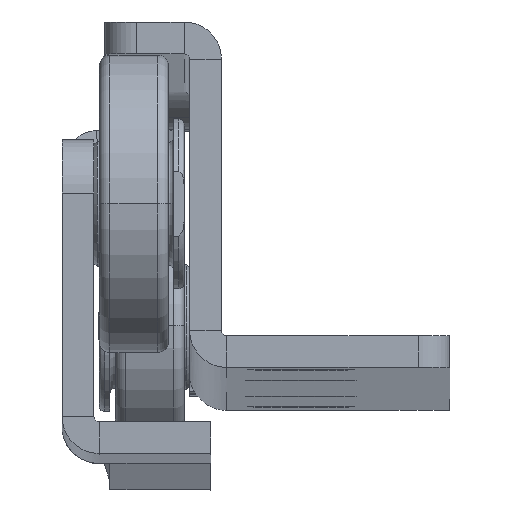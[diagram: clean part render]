
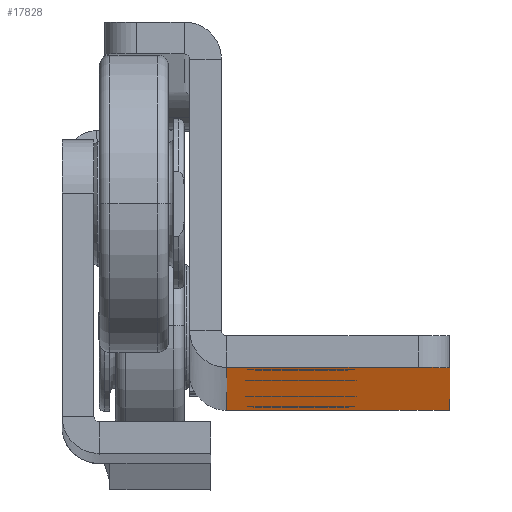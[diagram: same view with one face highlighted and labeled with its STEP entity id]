
A CAD part, top view. The second image highlights one B-rep face of the part: STEP entity #17828.
In plain terms, the highlighted face is planar.
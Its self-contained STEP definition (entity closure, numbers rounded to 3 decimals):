
#898 = EDGE_CURVE ( 'NONE', #54003, #39660, #24746, .T. ) ;
#1098 = EDGE_LOOP ( 'NONE', ( #27611, #7249 ) ) ;
#1279 = EDGE_LOOP ( 'NONE', ( #34649, #15138 ) ) ;
#1569 = CIRCLE ( 'NONE', #40457, 5.25 ) ;
#1859 = PLANE ( 'NONE',  #43708 ) ;
#2144 = FACE_BOUND ( 'NONE', #1098, .T. ) ;
#5016 = VERTEX_POINT ( 'NONE', #32919 ) ;
#5058 = AXIS2_PLACEMENT_3D ( 'NONE', #28438, #19579, #7655 ) ;
#5935 = CARTESIAN_POINT ( 'NONE',  ( 10.5, -9.5, 522. ) ) ;
#6595 = DIRECTION ( 'NONE',  ( 0., 1., 0. ) ) ;
#7009 = CARTESIAN_POINT ( 'NONE',  ( 5.25, -9.5, 74. ) ) ;
#7151 = CIRCLE ( 'NONE', #8022, 3. ) ;
#7205 = CARTESIAN_POINT ( 'NONE',  ( 21.502, -9.5, 550. ) ) ;
#7249 = ORIENTED_EDGE ( 'NONE', *, *, #29514, .T. ) ;
#7478 = EDGE_CURVE ( 'NONE', #10541, #38157, #42406, .T. ) ;
#7557 = CARTESIAN_POINT ( 'NONE',  ( 24.5, -9.5, 550. ) ) ;
#7642 = DIRECTION ( 'NONE',  ( -0.105, 0., 0.995 ) ) ;
#7655 = DIRECTION ( 'NONE',  ( -1., 0., 0. ) ) ;
#7856 = CARTESIAN_POINT ( 'NONE',  ( 10.5, -9.5, 522. ) ) ;
#7956 = CARTESIAN_POINT ( 'NONE',  ( 24.486, -9.5, 547.314 ) ) ;
#8022 = AXIS2_PLACEMENT_3D ( 'NONE', #52192, #18455, #43341 ) ;
#8188 = LINE ( 'NONE', #33115, #31042 ) ;
#8357 = ORIENTED_EDGE ( 'NONE', *, *, #50476, .T. ) ;
#10005 = EDGE_CURVE ( 'NONE', #28420, #47580, #8188, .T. ) ;
#10541 = VERTEX_POINT ( 'NONE', #31366 ) ;
#12067 = EDGE_LOOP ( 'NONE', ( #34918, #21935, #34482, #30059, #43777, #49492, #42946 ) ) ;
#12438 = EDGE_CURVE ( 'NONE', #47307, #53875, #25047, .T. ) ;
#12956 = VECTOR ( 'NONE', #36897, 1000. ) ;
#13118 = EDGE_CURVE ( 'NONE', #5016, #54003, #27765, .T. ) ;
#13136 = EDGE_CURVE ( 'NONE', #53875, #47307, #47896, .T. ) ;
#13536 = AXIS2_PLACEMENT_3D ( 'NONE', #32604, #24840, #28184 ) ;
#13769 = EDGE_LOOP ( 'NONE', ( #44860, #13865 ) ) ;
#13863 = DIRECTION ( 'NONE',  ( -1., 0., 0. ) ) ;
#13865 = ORIENTED_EDGE ( 'NONE', *, *, #13136, .T. ) ;
#13957 = DIRECTION ( 'NONE',  ( 0., 0., 1. ) ) ;
#14354 = DIRECTION ( 'NONE',  ( 0., 0., -1. ) ) ;
#15036 = CIRCLE ( 'NONE', #46806, 5.25 ) ;
#15138 = ORIENTED_EDGE ( 'NONE', *, *, #20570, .T. ) ;
#15187 = FACE_BOUND ( 'NONE', #21569, .T. ) ;
#15734 = FACE_OUTER_BOUND ( 'NONE', #12067, .T. ) ;
#15938 = DIRECTION ( 'NONE',  ( 0., 1., 0. ) ) ;
#16797 = EDGE_CURVE ( 'NONE', #17603, #24825, #47137, .T. ) ;
#17317 = VECTOR ( 'NONE', #14354, 1000. ) ;
#17603 = VERTEX_POINT ( 'NONE', #28804 ) ;
#17612 = DIRECTION ( 'NONE',  ( -1., 0., 0. ) ) ;
#17828 = ADVANCED_FACE ( 'NONE', ( #2144, #36193, #15187, #19344, #15734 ), #1859, .F. ) ;
#17844 = CIRCLE ( 'NONE', #53153, 5.25 ) ;
#18184 = CIRCLE ( 'NONE', #27046, 5.25 ) ;
#18455 = DIRECTION ( 'NONE',  ( 0., -1., 0. ) ) ;
#18694 = CARTESIAN_POINT ( 'NONE',  ( 5.25, -9.5, 522. ) ) ;
#19344 = FACE_BOUND ( 'NONE', #13769, .T. ) ;
#19579 = DIRECTION ( 'NONE',  ( 0., 1., 0. ) ) ;
#20112 = CARTESIAN_POINT ( 'NONE',  ( 10.5, -9.5, 394. ) ) ;
#20540 = VECTOR ( 'NONE', #28318, 1000. ) ;
#20570 = EDGE_CURVE ( 'NONE', #24825, #17603, #52749, .T. ) ;
#21267 = CARTESIAN_POINT ( 'NONE',  ( 24.5, -9.5, 547.182 ) ) ;
#21569 = EDGE_LOOP ( 'NONE', ( #24254, #8357 ) ) ;
#21935 = ORIENTED_EDGE ( 'NONE', *, *, #43047, .T. ) ;
#22126 = AXIS2_PLACEMENT_3D ( 'NONE', #43540, #39127, #13957 ) ;
#22183 = EDGE_CURVE ( 'NONE', #25168, #27806, #18184, .T. ) ;
#22627 = CARTESIAN_POINT ( 'NONE',  ( 5.25, -9.5, 394. ) ) ;
#22845 = DIRECTION ( 'NONE',  ( 0., 1., 0. ) ) ;
#23005 = DIRECTION ( 'NONE',  ( 0., 1., 0. ) ) ;
#23134 = CARTESIAN_POINT ( 'NONE',  ( 24.5, -9.5, 30. ) ) ;
#24172 = DIRECTION ( 'NONE',  ( -1., 0., 0. ) ) ;
#24254 = ORIENTED_EDGE ( 'NONE', *, *, #38857, .T. ) ;
#24746 = LINE ( 'NONE', #7557, #12956 ) ;
#24825 = VERTEX_POINT ( 'NONE', #22627 ) ;
#24840 = DIRECTION ( 'NONE',  ( 0., 1., 0. ) ) ;
#24959 = AXIS2_PLACEMENT_3D ( 'NONE', #49304, #45427, #24172 ) ;
#25035 = DIRECTION ( 'NONE',  ( 0., 1., 0. ) ) ;
#25047 = CIRCLE ( 'NONE', #13536, 5.25 ) ;
#25168 = VERTEX_POINT ( 'NONE', #43706 ) ;
#26858 = DIRECTION ( 'NONE',  ( 0., 1., 0. ) ) ;
#27046 = AXIS2_PLACEMENT_3D ( 'NONE', #7856, #25035, #45747 ) ;
#27611 = ORIENTED_EDGE ( 'NONE', *, *, #22183, .T. ) ;
#27765 = LINE ( 'NONE', #41003, #20540 ) ;
#27806 = VERTEX_POINT ( 'NONE', #18694 ) ;
#28184 = DIRECTION ( 'NONE',  ( -1., 0., 0. ) ) ;
#28318 = DIRECTION ( 'NONE',  ( 0., 0., 1. ) ) ;
#28420 = VERTEX_POINT ( 'NONE', #21267 ) ;
#28438 = CARTESIAN_POINT ( 'NONE',  ( 10.5, -9.5, 394. ) ) ;
#28451 = EDGE_CURVE ( 'NONE', #47580, #39660, #7151, .T. ) ;
#28804 = CARTESIAN_POINT ( 'NONE',  ( 15.75, -9.5, 394. ) ) ;
#29514 = EDGE_CURVE ( 'NONE', #27806, #25168, #17844, .T. ) ;
#29693 = CARTESIAN_POINT ( 'NONE',  ( 3.5, -9.5, 550. ) ) ;
#30059 = ORIENTED_EDGE ( 'NONE', *, *, #35737, .F. ) ;
#30164 = CARTESIAN_POINT ( 'NONE',  ( 10.5, -9.5, 202. ) ) ;
#30984 = LINE ( 'NONE', #40065, #17317 ) ;
#31042 = VECTOR ( 'NONE', #7642, 1000. ) ;
#31366 = CARTESIAN_POINT ( 'NONE',  ( 19.702, -9.5, 30. ) ) ;
#32288 = DIRECTION ( 'NONE',  ( -1., 0., 0. ) ) ;
#32604 = CARTESIAN_POINT ( 'NONE',  ( 10.5, -9.5, 74. ) ) ;
#32919 = CARTESIAN_POINT ( 'NONE',  ( 3.5, -9.5, 30. ) ) ;
#33015 = CARTESIAN_POINT ( 'NONE',  ( 15.75, -9.5, 74. ) ) ;
#33115 = CARTESIAN_POINT ( 'NONE',  ( 24.486, -9.5, 547.314 ) ) ;
#34138 = VERTEX_POINT ( 'NONE', #50199 ) ;
#34482 = ORIENTED_EDGE ( 'NONE', *, *, #7478, .T. ) ;
#34649 = ORIENTED_EDGE ( 'NONE', *, *, #16797, .T. ) ;
#34912 = CARTESIAN_POINT ( 'NONE',  ( 10.5, -9.5, 202. ) ) ;
#34918 = ORIENTED_EDGE ( 'NONE', *, *, #13118, .F. ) ;
#35660 = AXIS2_PLACEMENT_3D ( 'NONE', #20112, #15938, #32288 ) ;
#35737 = EDGE_CURVE ( 'NONE', #28420, #38157, #30984, .T. ) ;
#36193 = FACE_BOUND ( 'NONE', #1279, .T. ) ;
#36897 = DIRECTION ( 'NONE',  ( 1., 0., 0. ) ) ;
#38157 = VERTEX_POINT ( 'NONE', #42047 ) ;
#38857 = EDGE_CURVE ( 'NONE', #43833, #34138, #1569, .T. ) ;
#39127 = DIRECTION ( 'NONE',  ( 0., -1., 0. ) ) ;
#39660 = VERTEX_POINT ( 'NONE', #7205 ) ;
#39961 = LINE ( 'NONE', #23134, #41131 ) ;
#40065 = CARTESIAN_POINT ( 'NONE',  ( 24.5, -9.5, 550. ) ) ;
#40457 = AXIS2_PLACEMENT_3D ( 'NONE', #30164, #26858, #50904 ) ;
#41003 = CARTESIAN_POINT ( 'NONE',  ( 3.5, -9.5, 550. ) ) ;
#41131 = VECTOR ( 'NONE', #53240, 1000. ) ;
#42047 = CARTESIAN_POINT ( 'NONE',  ( 24.5, -9.5, 33.594 ) ) ;
#42406 = CIRCLE ( 'NONE', #22126, 5. ) ;
#42946 = ORIENTED_EDGE ( 'NONE', *, *, #898, .F. ) ;
#43047 = EDGE_CURVE ( 'NONE', #5016, #10541, #39961, .T. ) ;
#43341 = DIRECTION ( 'NONE',  ( 0., 0., 1. ) ) ;
#43540 = CARTESIAN_POINT ( 'NONE',  ( 19.702, -9.5, 35. ) ) ;
#43706 = CARTESIAN_POINT ( 'NONE',  ( 15.75, -9.5, 522. ) ) ;
#43708 = AXIS2_PLACEMENT_3D ( 'NONE', #53626, #6595, #52801 ) ;
#43777 = ORIENTED_EDGE ( 'NONE', *, *, #10005, .T. ) ;
#43833 = VERTEX_POINT ( 'NONE', #45008 ) ;
#44860 = ORIENTED_EDGE ( 'NONE', *, *, #12438, .T. ) ;
#45008 = CARTESIAN_POINT ( 'NONE',  ( 15.75, -9.5, 202. ) ) ;
#45427 = DIRECTION ( 'NONE',  ( 0., 1., 0. ) ) ;
#45747 = DIRECTION ( 'NONE',  ( -1., 0., 0. ) ) ;
#46806 = AXIS2_PLACEMENT_3D ( 'NONE', #34912, #23005, #13863 ) ;
#47137 = CIRCLE ( 'NONE', #35660, 5.25 ) ;
#47307 = VERTEX_POINT ( 'NONE', #33015 ) ;
#47580 = VERTEX_POINT ( 'NONE', #7956 ) ;
#47896 = CIRCLE ( 'NONE', #24959, 5.25 ) ;
#49304 = CARTESIAN_POINT ( 'NONE',  ( 10.5, -9.5, 74. ) ) ;
#49492 = ORIENTED_EDGE ( 'NONE', *, *, #28451, .T. ) ;
#50199 = CARTESIAN_POINT ( 'NONE',  ( 5.25, -9.5, 202. ) ) ;
#50476 = EDGE_CURVE ( 'NONE', #34138, #43833, #15036, .T. ) ;
#50904 = DIRECTION ( 'NONE',  ( -1., 0., 0. ) ) ;
#52192 = CARTESIAN_POINT ( 'NONE',  ( 21.502, -9.5, 547. ) ) ;
#52749 = CIRCLE ( 'NONE', #5058, 5.25 ) ;
#52801 = DIRECTION ( 'NONE',  ( 0., 0., -1. ) ) ;
#53153 = AXIS2_PLACEMENT_3D ( 'NONE', #5935, #22845, #17612 ) ;
#53240 = DIRECTION ( 'NONE',  ( 1., 0., 0. ) ) ;
#53626 = CARTESIAN_POINT ( 'NONE',  ( 24.5, -9.5, 550. ) ) ;
#53875 = VERTEX_POINT ( 'NONE', #7009 ) ;
#54003 = VERTEX_POINT ( 'NONE', #29693 ) ;
